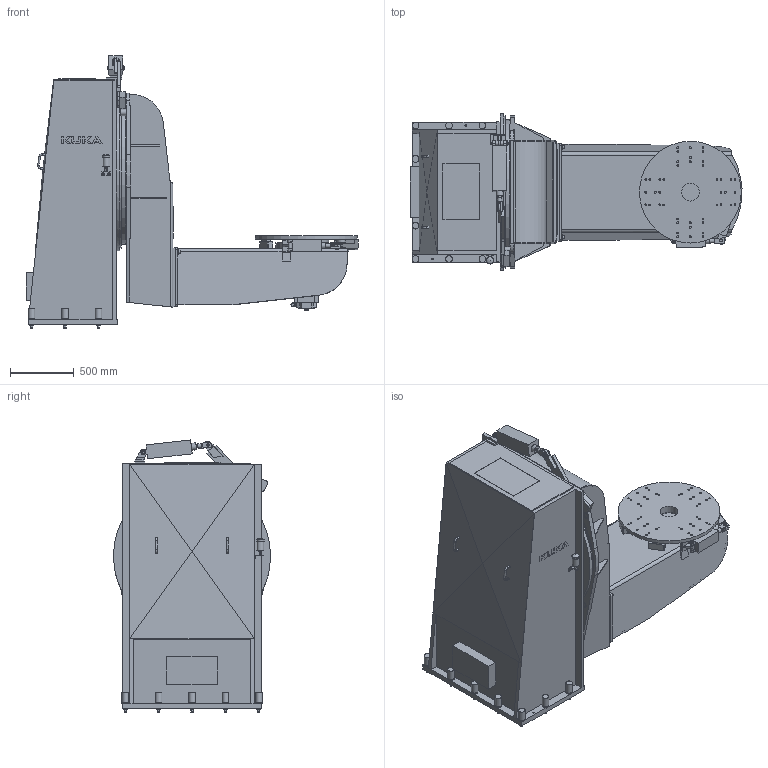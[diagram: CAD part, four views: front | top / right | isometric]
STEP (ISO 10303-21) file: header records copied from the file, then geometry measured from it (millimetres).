
FILE_DESCRIPTION(/* description */ (''),/* implementation_level */ '2;1');
FILE_NAME(/* name */ 'KP2-SV1100 HW.stp',/* time_stamp */ '2017-11-21T16:34:34+01:00',/* author */ (''),/* organization */ (''),/* preprocessor_version */ 'ST-DEVELOPER v16',/* originating_system */ 'SIEMENS PLM Software NX 10.0',/* authorisation */ '');
FILE_SCHEMA (('AUTOMOTIVE_DESIGN { 1 0 10303 214 3 1 1 1 }'));
Length unit declared in the file: millimetre
Products named in the file (17): D21219195_000; D21229004_000; D21228929_000; D21219196_000; D21229046_000; D21219192_000; D21230170_000; D21228768_000; D21227692_000; D21227825_000; D21228639_000; D21227781_000; D21228634_000; D21228971_000_NX-ARRAGMNTKP1-H5000 HW Indexierung offen; D21228919_000_NX-ARRAGMNTIndexierung offen; D21229052_000_NX-ARRAGMNTIndexierung offen; D21227656_000
Assembly tree (34 placements, depth 4):
  D21227656_000
    D21228634_000  x9
    D21229052_000_NX-ARRAGMNTIndexierung offen
      D21219192_000
      D21229046_000
      D21228919_000_NX-ARRAGMNTIndexierung offen
        D21219195_000
      D21219196_000  x2
      D21228929_000
    D21227781_000
    D21228639_000  x9
    D21227825_000
    D21227692_000
    D21228971_000_NX-ARRAGMNTKP1-H5000 HW Indexierung offen
      D21229004_000
    D21228768_000
    D21230170_000  x2
Bounding box: 2609.87 x 1235 x 2139.63 mm (x, y, z)
Volume: 2072758602.7 mm3; surface area: 20351635.1 mm2
Topology: 46 solids, 46 shells, 1188 faces, 2929 edges, 1938 vertices
Faces by surface type: plane 766, cylinder 353, torus 32, bspline 26, cone 7, extrusion 3, sphere 1
Full cylindrical faces by diameter (mm): 6 x2, 10 x1, 12 x18, 13.157 x1, 14 x24, 16 x35, 17 x2, 17.5 x4, 20 x9, 24 x11, 24.15 x2, 25 x3, 28 x2, 28.5 x9, 29 x1, 30 x14, 33 x1, 33.2 x2, 34 x2, 34.4 x2, 35 x1, 37 x2, 40 x1, 45 x14, 50 x9, 52.6 x9, 53.9 x1, 55 x1, 56 x1, 62 x1
Entity records: 33333 total; most frequent: CARTESIAN_POINT 7146, DIRECTION 4527, ORIENTED_EDGE 4354, EDGE_CURVE 2177, VECTOR 1569, LINE 1566, VERTEX_POINT 1517, AXIS2_PLACEMENT_3D 1479
